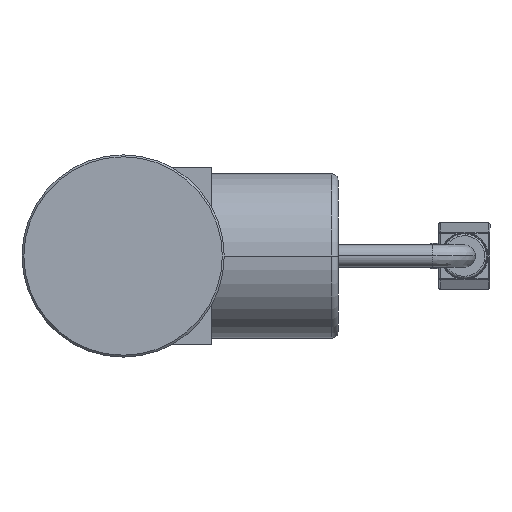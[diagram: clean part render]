
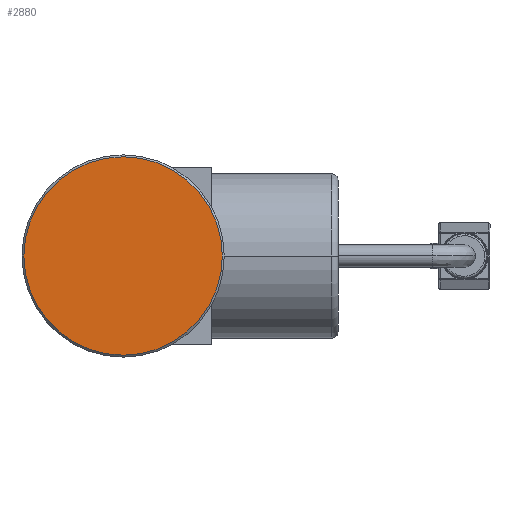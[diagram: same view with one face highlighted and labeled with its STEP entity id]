
A CAD part, left-side view. The second image highlights one B-rep face of the part: STEP entity #2880.
In plain terms, the highlighted planar face has unit normal (-1, 0, 0).
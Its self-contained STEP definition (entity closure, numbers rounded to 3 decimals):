
#440 = FACE_OUTER_BOUND ( 'NONE', #2112, .T. ) ;
#1066 = VERTEX_POINT ( 'NONE', #9009 ) ;
#1131 = EDGE_CURVE ( 'NONE', #7356, #1066, #1374, .T. ) ;
#1374 = CIRCLE ( 'NONE', #7826, 15.7 ) ;
#2112 = EDGE_LOOP ( 'NONE', ( #8782, #7150 ) ) ;
#2576 = CIRCLE ( 'NONE', #7091, 15.7 ) ;
#2605 = PLANE ( 'NONE',  #3728 ) ;
#2634 = DIRECTION ( 'NONE',  ( 0., 0., -1. ) ) ;
#2880 = ADVANCED_FACE ( 'NONE', ( #440 ), #2605, .F. ) ;
#3728 = AXIS2_PLACEMENT_3D ( 'NONE', #8147, #6154, #2634 ) ;
#5720 = EDGE_CURVE ( 'NONE', #1066, #7356, #2576, .T. ) ;
#5919 = DIRECTION ( 'NONE',  ( -1., 0., 0. ) ) ;
#6154 = DIRECTION ( 'NONE',  ( 1., 0., 0. ) ) ;
#6229 = DIRECTION ( 'NONE',  ( -1., 0., 0. ) ) ;
#6715 = CARTESIAN_POINT ( 'NONE',  ( 0., 0., -15.7 ) ) ;
#6942 = DIRECTION ( 'NONE',  ( 0., 0., 1. ) ) ;
#6973 = CARTESIAN_POINT ( 'NONE',  ( 0., 0., 0. ) ) ;
#7091 = AXIS2_PLACEMENT_3D ( 'NONE', #7976, #5919, #7266 ) ;
#7150 = ORIENTED_EDGE ( 'NONE', *, *, #5720, .T. ) ;
#7266 = DIRECTION ( 'NONE',  ( 0., 0., 1. ) ) ;
#7356 = VERTEX_POINT ( 'NONE', #6715 ) ;
#7826 = AXIS2_PLACEMENT_3D ( 'NONE', #6973, #6229, #6942 ) ;
#7976 = CARTESIAN_POINT ( 'NONE',  ( 0., 0., 0. ) ) ;
#8147 = CARTESIAN_POINT ( 'NONE',  ( 0., 0., 0. ) ) ;
#8782 = ORIENTED_EDGE ( 'NONE', *, *, #1131, .T. ) ;
#9009 = CARTESIAN_POINT ( 'NONE',  ( 0., 0., 15.7 ) ) ;
